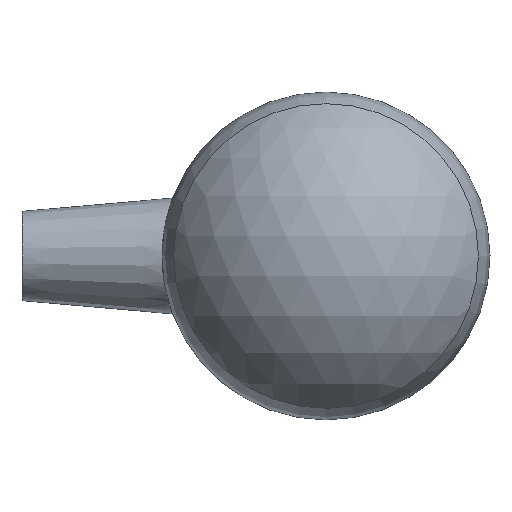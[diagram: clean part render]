
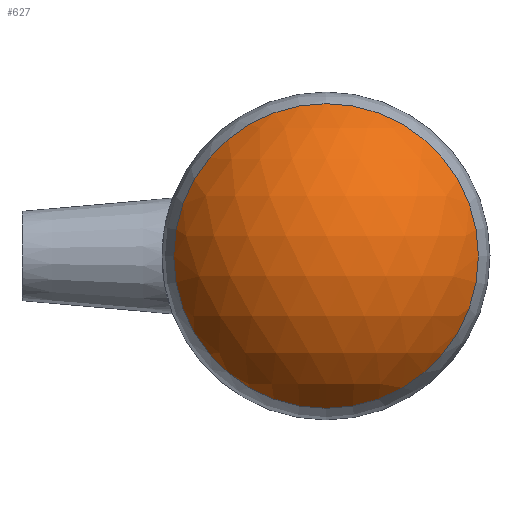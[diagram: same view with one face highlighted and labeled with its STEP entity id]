
A CAD part, left-side view. The second image highlights one B-rep face of the part: STEP entity #627.
In plain terms, the highlighted spherical face has radius 29.517 mm.
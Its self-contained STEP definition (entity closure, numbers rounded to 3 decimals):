
#58=SPHERICAL_SURFACE('',#720,29.517);
#153=FACE_OUTER_BOUND('',#220,.T.);
#220=EDGE_LOOP('',(#557,#558));
#264=CIRCLE('',#713,25.553);
#265=CIRCLE('',#714,25.553);
#321=VERTEX_POINT('',#1241);
#322=VERTEX_POINT('',#1245);
#399=EDGE_CURVE('',#321,#322,#264,.T.);
#400=EDGE_CURVE('',#322,#321,#265,.T.);
#557=ORIENTED_EDGE('',*,*,#400,.F.);
#558=ORIENTED_EDGE('',*,*,#399,.F.);
#627=ADVANCED_FACE('',(#153),#58,.T.);
#713=AXIS2_PLACEMENT_3D('',#1246,#909,#910);
#714=AXIS2_PLACEMENT_3D('',#1247,#911,#912);
#720=AXIS2_PLACEMENT_3D('',#1255,#923,#924);
#909=DIRECTION('center_axis',(1.,0.,0.));
#910=DIRECTION('ref_axis',(0.,0.,-1.));
#911=DIRECTION('center_axis',(1.,0.,0.));
#912=DIRECTION('ref_axis',(0.,0.,-1.));
#923=DIRECTION('center_axis',(0.,0.,1.));
#924=DIRECTION('ref_axis',(1.,0.,0.));
#1241=CARTESIAN_POINT('',(-55.258,0.,25.553));
#1245=CARTESIAN_POINT('',(-55.258,25.553,0.));
#1246=CARTESIAN_POINT('Origin',(-55.258,0.,
0.));
#1247=CARTESIAN_POINT('Origin',(-55.258,0.,
0.));
#1255=CARTESIAN_POINT('Origin',(-40.483,0.,
0.));
